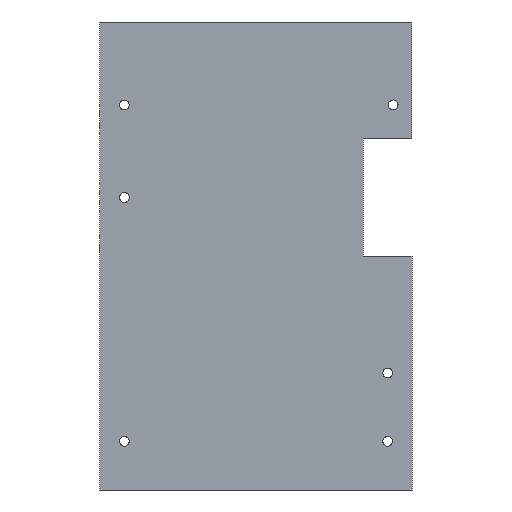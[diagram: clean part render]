
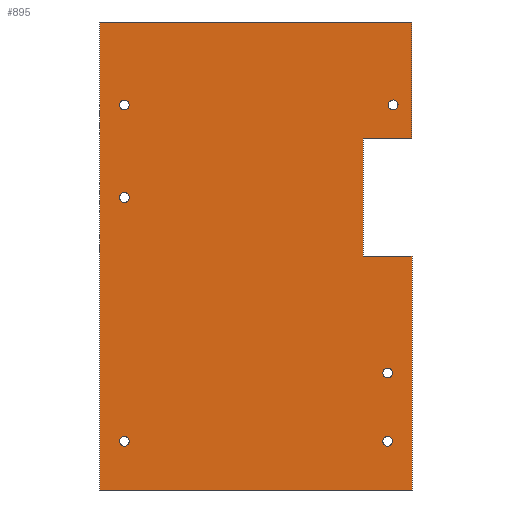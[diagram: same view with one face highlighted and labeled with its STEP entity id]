
A CAD part, front view. The second image highlights one B-rep face of the part: STEP entity #895.
In plain terms, the highlighted planar face has unit normal (0, -1, 0).
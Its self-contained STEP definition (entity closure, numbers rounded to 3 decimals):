
#32=FACE_BOUND('',#179,.T.);
#33=FACE_BOUND('',#180,.T.);
#34=FACE_BOUND('',#181,.T.);
#35=FACE_BOUND('',#182,.T.);
#36=FACE_BOUND('',#183,.T.);
#37=FACE_BOUND('',#184,.T.);
#61=CIRCLE('',#925,0.5);
#63=CIRCLE('',#928,0.5);
#65=CIRCLE('',#931,0.5);
#67=CIRCLE('',#934,0.5);
#69=CIRCLE('',#937,0.5);
#71=CIRCLE('',#940,0.5);
#121=FACE_OUTER_BOUND('',#178,.T.);
#178=EDGE_LOOP('',(#812,#813,#814,#815,#816,#817,#818,#819));
#179=EDGE_LOOP('',(#820));
#180=EDGE_LOOP('',(#821));
#181=EDGE_LOOP('',(#822));
#182=EDGE_LOOP('',(#823));
#183=EDGE_LOOP('',(#824));
#184=EDGE_LOOP('',(#825));
#254=LINE('',#1544,#345);
#263=LINE('',#1562,#354);
#265=LINE('',#1566,#356);
#267=LINE('',#1570,#358);
#269=LINE('',#1574,#360);
#271=LINE('',#1578,#362);
#274=LINE('',#1583,#365);
#275=LINE('',#1585,#366);
#345=VECTOR('',#1157,10.);
#354=VECTOR('',#1174,10.);
#356=VECTOR('',#1178,10.);
#358=VECTOR('',#1182,10.);
#360=VECTOR('',#1186,10.);
#362=VECTOR('',#1190,10.);
#365=VECTOR('',#1195,10.);
#366=VECTOR('',#1198,10.);
#384=VERTEX_POINT('',#1254);
#386=VERTEX_POINT('',#1260);
#388=VERTEX_POINT('',#1266);
#390=VERTEX_POINT('',#1272);
#392=VERTEX_POINT('',#1278);
#394=VERTEX_POINT('',#1284);
#439=VERTEX_POINT('',#1541);
#440=VERTEX_POINT('',#1543);
#445=VERTEX_POINT('',#1561);
#446=VERTEX_POINT('',#1565);
#447=VERTEX_POINT('',#1569);
#448=VERTEX_POINT('',#1573);
#449=VERTEX_POINT('',#1577);
#450=VERTEX_POINT('',#1581);
#477=EDGE_CURVE('',#384,#384,#61,.T.);
#480=EDGE_CURVE('',#386,#386,#63,.T.);
#483=EDGE_CURVE('',#388,#388,#65,.T.);
#486=EDGE_CURVE('',#390,#390,#67,.T.);
#489=EDGE_CURVE('',#392,#392,#69,.T.);
#492=EDGE_CURVE('',#394,#394,#71,.T.);
#554=EDGE_CURVE('',#439,#440,#254,.T.);
#563=EDGE_CURVE('',#445,#439,#263,.T.);
#565=EDGE_CURVE('',#446,#445,#265,.T.);
#567=EDGE_CURVE('',#447,#446,#267,.T.);
#569=EDGE_CURVE('',#448,#447,#269,.T.);
#571=EDGE_CURVE('',#449,#448,#271,.T.);
#574=EDGE_CURVE('',#450,#449,#274,.T.);
#575=EDGE_CURVE('',#440,#450,#275,.T.);
#812=ORIENTED_EDGE('',*,*,#554,.F.);
#813=ORIENTED_EDGE('',*,*,#563,.F.);
#814=ORIENTED_EDGE('',*,*,#565,.F.);
#815=ORIENTED_EDGE('',*,*,#567,.F.);
#816=ORIENTED_EDGE('',*,*,#569,.F.);
#817=ORIENTED_EDGE('',*,*,#571,.F.);
#818=ORIENTED_EDGE('',*,*,#574,.F.);
#819=ORIENTED_EDGE('',*,*,#575,.F.);
#820=ORIENTED_EDGE('',*,*,#477,.T.);
#821=ORIENTED_EDGE('',*,*,#480,.T.);
#822=ORIENTED_EDGE('',*,*,#483,.T.);
#823=ORIENTED_EDGE('',*,*,#486,.T.);
#824=ORIENTED_EDGE('',*,*,#489,.T.);
#825=ORIENTED_EDGE('',*,*,#492,.T.);
#855=PLANE('',#975);
#895=ADVANCED_FACE('',(#121,#32,#33,#34,#35,#36,#37),#855,.F.);
#925=AXIS2_PLACEMENT_3D('',#1256,#1029,#1030);
#928=AXIS2_PLACEMENT_3D('',#1262,#1036,#1037);
#931=AXIS2_PLACEMENT_3D('',#1268,#1043,#1044);
#934=AXIS2_PLACEMENT_3D('',#1274,#1050,#1051);
#937=AXIS2_PLACEMENT_3D('',#1280,#1057,#1058);
#940=AXIS2_PLACEMENT_3D('',#1286,#1064,#1065);
#975=AXIS2_PLACEMENT_3D('',#1586,#1199,#1200);
#1029=DIRECTION('center_axis',(0.,1.,0.));
#1030=DIRECTION('ref_axis',(-1.,0.,0.));
#1036=DIRECTION('center_axis',(0.,1.,0.));
#1037=DIRECTION('ref_axis',(-1.,0.,0.));
#1043=DIRECTION('center_axis',(0.,1.,0.));
#1044=DIRECTION('ref_axis',(-1.,0.,0.));
#1050=DIRECTION('center_axis',(0.,1.,0.));
#1051=DIRECTION('ref_axis',(-1.,0.,0.));
#1057=DIRECTION('center_axis',(0.,1.,0.));
#1058=DIRECTION('ref_axis',(-1.,0.,0.));
#1064=DIRECTION('center_axis',(0.,1.,0.));
#1065=DIRECTION('ref_axis',(-1.,0.,0.));
#1157=DIRECTION('',(-1.,0.,0.));
#1174=DIRECTION('',(0.,0.,-1.));
#1178=DIRECTION('',(1.,0.,0.));
#1182=DIRECTION('',(0.,0.,-1.));
#1186=DIRECTION('',(-1.,0.,0.));
#1190=DIRECTION('',(0.,0.,-1.));
#1195=DIRECTION('',(1.,0.,0.));
#1198=DIRECTION('',(0.,0.,1.));
#1199=DIRECTION('center_axis',(0.,1.,0.));
#1200=DIRECTION('ref_axis',(1.,0.,0.));
#1254=CARTESIAN_POINT('',(3.,0.,-43.));
#1256=CARTESIAN_POINT('Origin',(2.5,0.,-43.));
#1260=CARTESIAN_POINT('',(30.,0.,-36.));
#1262=CARTESIAN_POINT('Origin',(29.5,0.,-36.));
#1266=CARTESIAN_POINT('',(3.,0.,-18.));
#1268=CARTESIAN_POINT('Origin',(2.5,0.,-18.));
#1272=CARTESIAN_POINT('',(30.568,0.,-8.5));
#1274=CARTESIAN_POINT('Origin',(30.068,0.,-8.5));
#1278=CARTESIAN_POINT('',(30.,0.,-43.));
#1280=CARTESIAN_POINT('Origin',(29.5,0.,-43.));
#1284=CARTESIAN_POINT('',(3.,0.,-8.5));
#1286=CARTESIAN_POINT('Origin',(2.5,0.,-8.5));
#1541=CARTESIAN_POINT('',(32.,0.,-48.));
#1543=CARTESIAN_POINT('',(0.,0.,-48.));
#1544=CARTESIAN_POINT('',(32.,0.,-48.));
#1561=CARTESIAN_POINT('',(32.,0.,-24.));
#1562=CARTESIAN_POINT('',(32.,0.,-24.));
#1565=CARTESIAN_POINT('',(27.,0.,-24.));
#1566=CARTESIAN_POINT('',(27.,0.,-24.));
#1569=CARTESIAN_POINT('',(27.,0.,-12.));
#1570=CARTESIAN_POINT('',(27.,0.,-12.));
#1573=CARTESIAN_POINT('',(32.,0.,-12.));
#1574=CARTESIAN_POINT('',(32.,0.,-12.));
#1577=CARTESIAN_POINT('',(32.,0.,0.));
#1578=CARTESIAN_POINT('',(32.,0.,0.));
#1581=CARTESIAN_POINT('',(0.,0.,0.));
#1583=CARTESIAN_POINT('',(0.,0.,0.));
#1585=CARTESIAN_POINT('',(0.,0.,-48.));
#1586=CARTESIAN_POINT('Origin',(16.,0.,-24.));
